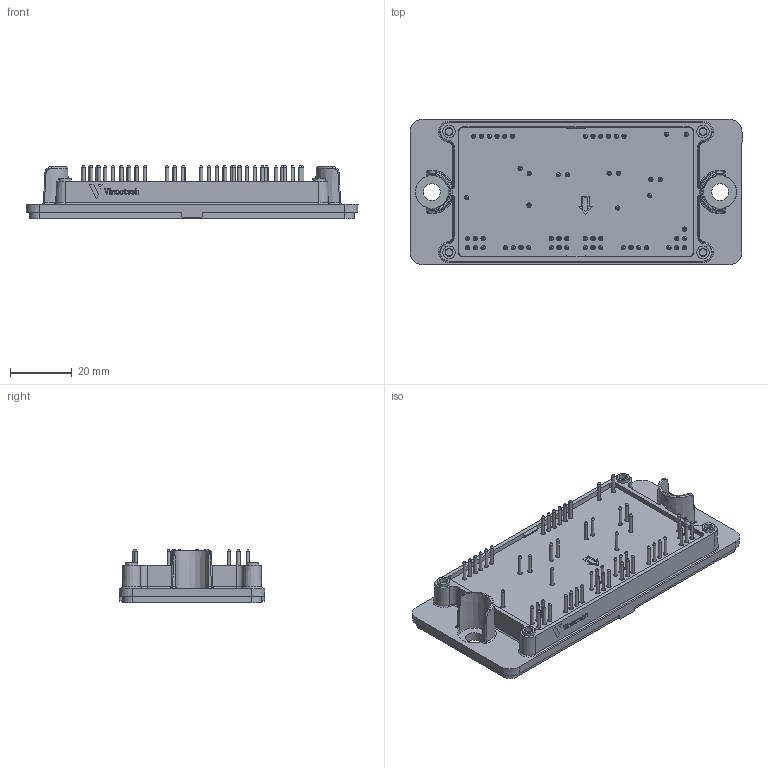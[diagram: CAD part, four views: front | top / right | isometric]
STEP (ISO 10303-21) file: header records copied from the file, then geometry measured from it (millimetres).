
FILE_DESCRIPTION(/* description */ ('Unknown'),/* implementation_level */ '2;1');
FILE_NAME(/* name */ 'Flow2-4T13W-LH30(580)-01-OL',/* time_stamp */ '2018-04-27T14:15:31+02:00',/* author */ ('Unknown'),/* organization */ ('Unknown'),/* preprocessor_version */ 'ST-DEVELOPER v16.7',/* originating_system */ 'DEX',/* authorisation */ $);
FILE_SCHEMA (('AUTOMOTIVE_DESIGN {1 0 10303 214 3 1 1}'));
Length unit declared in the file: millimetre
Products named in the file (1): Flow2-4T13W-LH30-01-OL
Bounding box: 107.2 x 47 x 17.18 mm (x, y, z)
Volume: 44306.7 mm3; surface area: 22003.5 mm2
Topology: 13 solids, 15 shells, 1644 faces, 3797 edges, 2314 vertices
Faces by surface type: plane 663, cone 386, bspline 357, cylinder 222, torus 16
Full cylindrical faces by diameter (mm): 1 x58, 1.4 x58, 2.25 x4, 2.4 x58, 2.55 x4, 2.95 x2, 3 x4, 5.5 x2
Entity records: 65810 total; most frequent: CARTESIAN_POINT 23346, ORIENTED_EDGE 6688, DIRECTION 5578, EDGE_CURVE 3344, VERTEX_POINT 2186, AXIS2_PLACEMENT_3D 2180, EDGE_LOOP 2140, FACE_BOUND 2140
